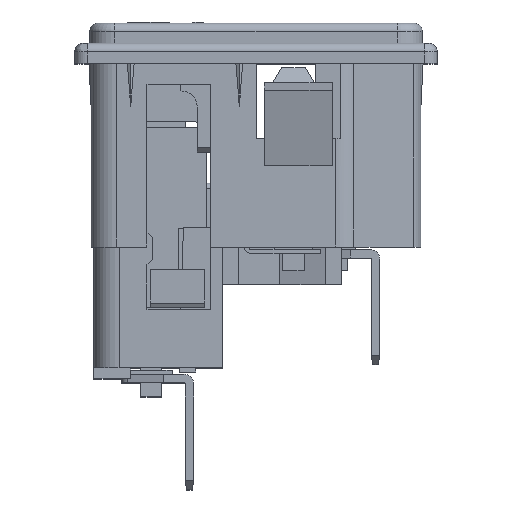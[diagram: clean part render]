
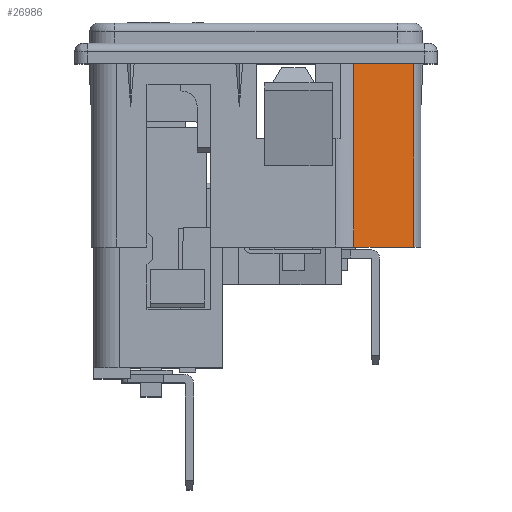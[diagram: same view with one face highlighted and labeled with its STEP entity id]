
A CAD part, top view. The second image highlights one B-rep face of the part: STEP entity #26986.
In plain terms, the highlighted planar face has unit normal (0.707, 0, 0.707).
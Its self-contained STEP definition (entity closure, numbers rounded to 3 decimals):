
#925 = ORIENTED_EDGE ( 'NONE', *, *, #44636, .T. ) ;
#1476 = EDGE_CURVE ( 'NONE', #9881, #30604, #28257, .T. ) ;
#1783 = ORIENTED_EDGE ( 'NONE', *, *, #9032, .F. ) ;
#2458 = VERTEX_POINT ( 'NONE', #45232 ) ;
#4311 = PLANE ( 'NONE',  #7687 ) ;
#4631 = DIRECTION ( 'NONE',  ( 0.707, 0., -0.707 ) ) ;
#4819 = VECTOR ( 'NONE', #4631, 1000. ) ;
#6082 = VECTOR ( 'NONE', #24531, 1000. ) ;
#7267 = DIRECTION ( 'NONE',  ( 0., 1., 0. ) ) ;
#7687 = AXIS2_PLACEMENT_3D ( 'NONE', #12156, #8246, #39490 ) ;
#7984 = FACE_OUTER_BOUND ( 'NONE', #10111, .T. ) ;
#8246 = DIRECTION ( 'NONE',  ( 0.707, 0., 0.707 ) ) ;
#9032 = EDGE_CURVE ( 'NONE', #38240, #9881, #19851, .T. ) ;
#9881 = VERTEX_POINT ( 'NONE', #24589 ) ;
#10111 = EDGE_LOOP ( 'NONE', ( #18254, #1783, #40186, #925 ) ) ;
#12156 = CARTESIAN_POINT ( 'NONE',  ( 11.944, -0.343, 10.039 ) ) ;
#13895 = CARTESIAN_POINT ( 'NONE',  ( 14.739, 0., 7.245 ) ) ;
#17014 = EDGE_CURVE ( 'NONE', #38240, #2458, #21560, .T. ) ;
#18254 = ORIENTED_EDGE ( 'NONE', *, *, #1476, .F. ) ;
#19851 = LINE ( 'NONE', #43253, #38679 ) ;
#21560 = LINE ( 'NONE', #45984, #6082 ) ;
#21885 = VECTOR ( 'NONE', #37290, 1000. ) ;
#24531 = DIRECTION ( 'NONE',  ( 0.707, 0., -0.707 ) ) ;
#24589 = CARTESIAN_POINT ( 'NONE',  ( 9.15, 17.145, 12.834 ) ) ;
#26986 = ADVANCED_FACE ( 'NONE', ( #7984 ), #4311, .T. ) ;
#28257 = LINE ( 'NONE', #28507, #4819 ) ;
#28507 = CARTESIAN_POINT ( 'NONE',  ( 9.15, 17.145, 12.834 ) ) ;
#30604 = VERTEX_POINT ( 'NONE', #38199 ) ;
#37037 = LINE ( 'NONE', #13895, #21885 ) ;
#37290 = DIRECTION ( 'NONE',  ( 0., 1., 0. ) ) ;
#38199 = CARTESIAN_POINT ( 'NONE',  ( 14.739, 17.145, 7.245 ) ) ;
#38240 = VERTEX_POINT ( 'NONE', #50295 ) ;
#38679 = VECTOR ( 'NONE', #7267, 1000. ) ;
#39490 = DIRECTION ( 'NONE',  ( 0., -1., 0. ) ) ;
#40186 = ORIENTED_EDGE ( 'NONE', *, *, #17014, .T. ) ;
#43253 = CARTESIAN_POINT ( 'NONE',  ( 9.15, 0., 12.834 ) ) ;
#44636 = EDGE_CURVE ( 'NONE', #2458, #30604, #37037, .T. ) ;
#45232 = CARTESIAN_POINT ( 'NONE',  ( 14.739, 0., 7.245 ) ) ;
#45984 = CARTESIAN_POINT ( 'NONE',  ( 9.15, 0., 12.834 ) ) ;
#50295 = CARTESIAN_POINT ( 'NONE',  ( 9.15, 0., 12.834 ) ) ;
